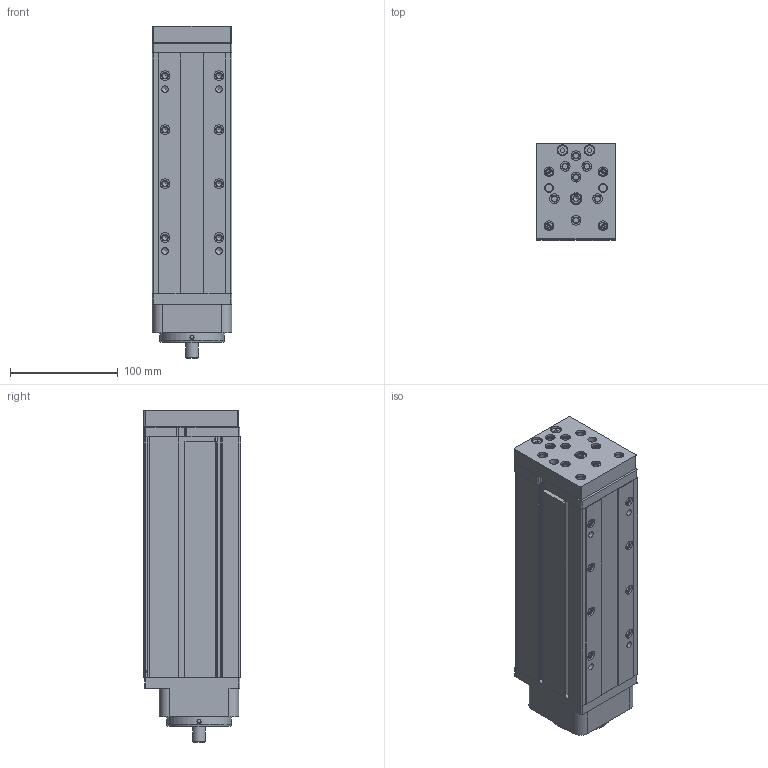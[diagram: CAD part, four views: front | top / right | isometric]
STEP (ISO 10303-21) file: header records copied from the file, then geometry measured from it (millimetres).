
FILE_DESCRIPTION(/* description */ ('STEP AP214'),/* implementation_level */ '2;1');
FILE_NAME(/* name */ '562230_EGSL-BS-75-100-10P',/* time_stamp */ '2024-08-27T14:22:41+02:00',/* author */ ('License CC BY-ND 4.0'),/* organization */ ('CADENAS'),/* preprocessor_version */ 'ST-DEVELOPER v19.3',/* originating_system */ 'PARTsolutions',/* authorisation */ ' ');
FILE_SCHEMA (('AUTOMOTIVE_DESIGN {1 0 10303 214 3 1 1}'));
Length unit declared in the file: millimetre
Products named in the file (3): 562230 EGSL-BS-75-100-10P---(0); 562230 EGSL-BS-75-100-10P---(ZYL_0); 562230 EGSL-BS-75-100-10P---(P1_0)
Assembly tree (2 placements, depth 2):
  562230 EGSL-BS-75-100-10P---(0)
    562230 EGSL-BS-75-100-10P---(ZYL_0)
    562230 EGSL-BS-75-100-10P---(P1_0)
Bounding box: 74 x 90 x 307.6 mm (x, y, z)
Volume: 1506327.4 mm3; surface area: 268486.4 mm2
Topology: 2 solids, 2 shells, 777 faces, 1951 edges, 1247 vertices
Faces by surface type: plane 400, cylinder 241, cone 126, torus 10
Full cylindrical faces by diameter (mm): 1.567 x1, 3.242 x4, 4.134 x8, 4.917 x27, 6 x4, 6.6 x4, 6.647 x4, 7 x2, 8 x6, 9 x31, 9.5 x2, 10 x7, 11 x9, 12 x5, 13 x6, 28 x2, 30 x1, 45 x1, 50 x1, 60 x1, 61.6 x2
Entity records: 22041 total; most frequent: CARTESIAN_POINT 4179, DIRECTION 3700, ORIENTED_EDGE 3332, EDGE_CURVE 1666, AXIS2_PLACEMENT_3D 1392, VERTEX_POINT 1227, FACE_BOUND 1167, EDGE_LOOP 1137
